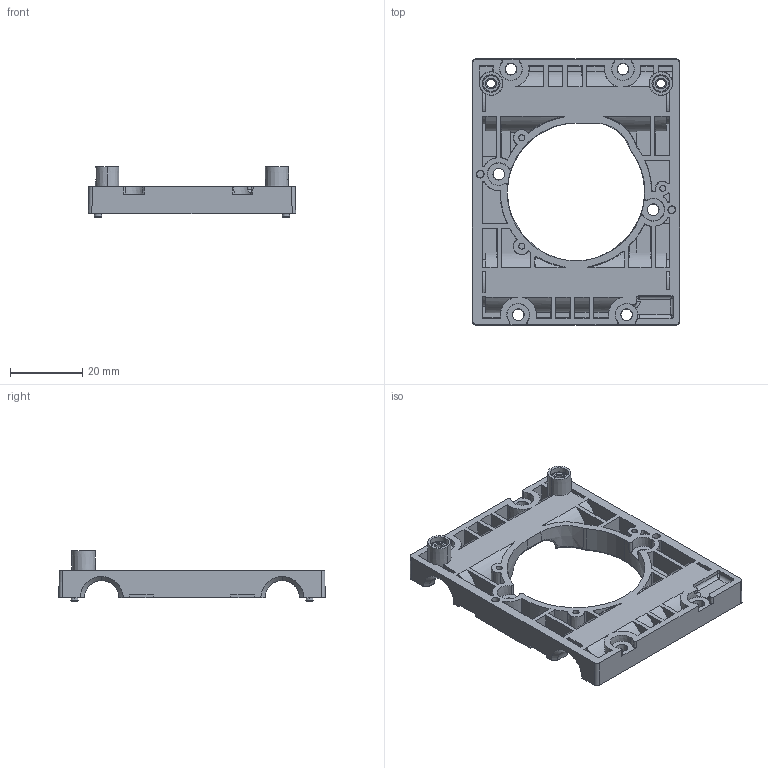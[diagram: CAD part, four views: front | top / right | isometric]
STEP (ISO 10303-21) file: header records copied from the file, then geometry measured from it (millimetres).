
FILE_DESCRIPTION (( 'STEP AP214' ), '1' );
FILE_NAME ('挤出机后滑块板.STEP', '2025-12-01T08:22:42', ( 'Windows 用户' ), ( '' ), 'SwSTEP 2.0', 'SolidWorks 2016', '' );
FILE_SCHEMA (( 'AUTOMOTIVE_DESIGN' ));
Length unit declared in the file: millimetre
Products named in the file (1): 撥堤儂綴賑輸啣
Bounding box: 57.4 x 73.7 x 14 mm (x, y, z)
Volume: 12100.1 mm3; surface area: 13446.4 mm2
Topology: 3 solids, 3 shells, 862 faces, 2404 edges, 1581 vertices
Faces by surface type: cylinder 492, plane 186, cone 123, bspline 61
Entity records: 31394 total; most frequent: CARTESIAN_POINT 8981, DIRECTION 4865, ORIENTED_EDGE 4792, EDGE_CURVE 2396, AXIS2_PLACEMENT_3D 1954, VERTEX_POINT 1581, CIRCLE 1152, LINE 957
